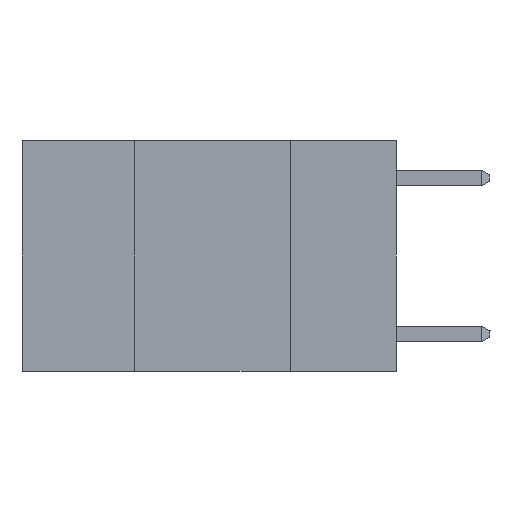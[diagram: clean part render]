
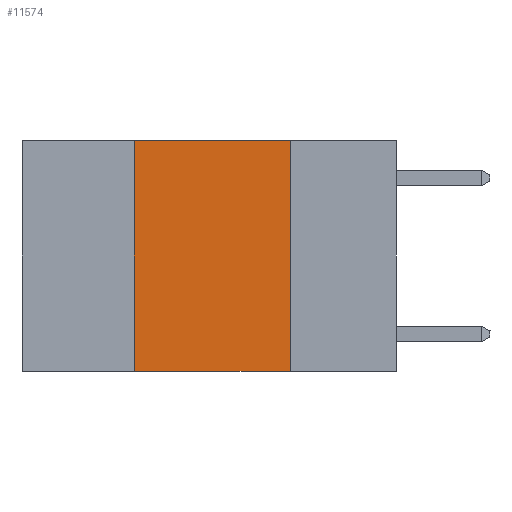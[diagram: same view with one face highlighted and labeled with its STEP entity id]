
A CAD part, left-side view. The second image highlights one B-rep face of the part: STEP entity #11574.
In plain terms, the highlighted planar face has unit normal (-1, 0, 0).
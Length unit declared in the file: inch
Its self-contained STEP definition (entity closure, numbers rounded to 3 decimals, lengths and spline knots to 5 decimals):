
#1396 = CARTESIAN_POINT ( 'NONE',  ( 0., 0.17, 0. ) ) ;
#2150 = LINE ( 'NONE', #1396, #5007 ) ;
#2825 = LINE ( 'NONE', #8045, #9799 ) ;
#2965 = DIRECTION ( 'NONE',  ( 0., 0., -1. ) ) ;
#5007 = VECTOR ( 'NONE', #13849, 39.37008 ) ;
#5209 = CARTESIAN_POINT ( 'NONE',  ( 0., 0.6, -0.37 ) ) ;
#5388 = DIRECTION ( 'NONE',  ( 0., 0., 1. ) ) ;
#6246 = VERTEX_POINT ( 'NONE', #12617 ) ;
#6489 = ORIENTED_EDGE ( 'NONE', *, *, #9910, .F. ) ;
#6604 = DIRECTION ( 'NONE',  ( 0., -1., 0. ) ) ;
#7041 = LINE ( 'NONE', #5209, #17027 ) ;
#7115 = PLANE ( 'NONE',  #7562 ) ;
#7562 = AXIS2_PLACEMENT_3D ( 'NONE', #9896, #11307, #2965 ) ;
#8045 = CARTESIAN_POINT ( 'NONE',  ( 0., 0.6, 0. ) ) ;
#8741 = LINE ( 'NONE', #10860, #15581 ) ;
#9075 = EDGE_CURVE ( 'NONE', #16615, #6246, #2825, .T. ) ;
#9516 = ORIENTED_EDGE ( 'NONE', *, *, #15415, .F. ) ;
#9799 = VECTOR ( 'NONE', #17512, 39.37008 ) ;
#9896 = CARTESIAN_POINT ( 'NONE',  ( 0., 0.6, 0. ) ) ;
#9910 = EDGE_CURVE ( 'NONE', #6246, #10251, #2150, .T. ) ;
#10251 = VERTEX_POINT ( 'NONE', #14405 ) ;
#10361 = VERTEX_POINT ( 'NONE', #14697 ) ;
#10860 = CARTESIAN_POINT ( 'NONE',  ( 0., 0.42, 0. ) ) ;
#11307 = DIRECTION ( 'NONE',  ( 1., 0., 0. ) ) ;
#11488 = ORIENTED_EDGE ( 'NONE', *, *, #9075, .F. ) ;
#11574 = ADVANCED_FACE ( 'NONE', ( #12369 ), #7115, .F. ) ;
#11946 = CARTESIAN_POINT ( 'NONE',  ( 0., 0.42, 0. ) ) ;
#12369 = FACE_OUTER_BOUND ( 'NONE', #14687, .T. ) ;
#12617 = CARTESIAN_POINT ( 'NONE',  ( 0., 0.17, 0. ) ) ;
#13849 = DIRECTION ( 'NONE',  ( 0., 0., -1. ) ) ;
#14058 = ORIENTED_EDGE ( 'NONE', *, *, #14521, .T. ) ;
#14405 = CARTESIAN_POINT ( 'NONE',  ( 0., 0.17, -0.37 ) ) ;
#14521 = EDGE_CURVE ( 'NONE', #10361, #10251, #7041, .T. ) ;
#14687 = EDGE_LOOP ( 'NONE', ( #6489, #11488, #9516, #14058 ) ) ;
#14697 = CARTESIAN_POINT ( 'NONE',  ( 0., 0.42, -0.37 ) ) ;
#15415 = EDGE_CURVE ( 'NONE', #10361, #16615, #8741, .T. ) ;
#15581 = VECTOR ( 'NONE', #5388, 39.37008 ) ;
#16615 = VERTEX_POINT ( 'NONE', #11946 ) ;
#17027 = VECTOR ( 'NONE', #6604, 39.37008 ) ;
#17512 = DIRECTION ( 'NONE',  ( 0., -1., 0. ) ) ;
